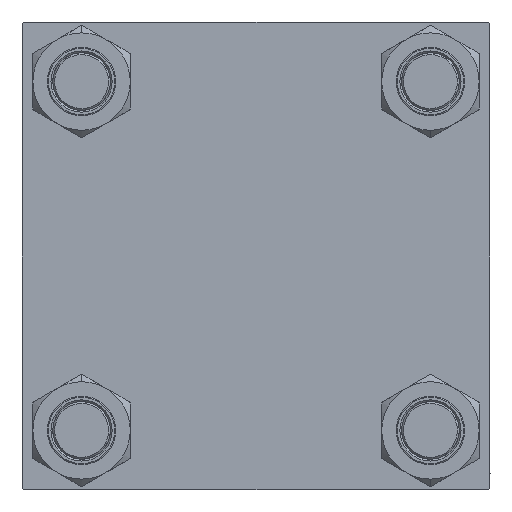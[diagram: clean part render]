
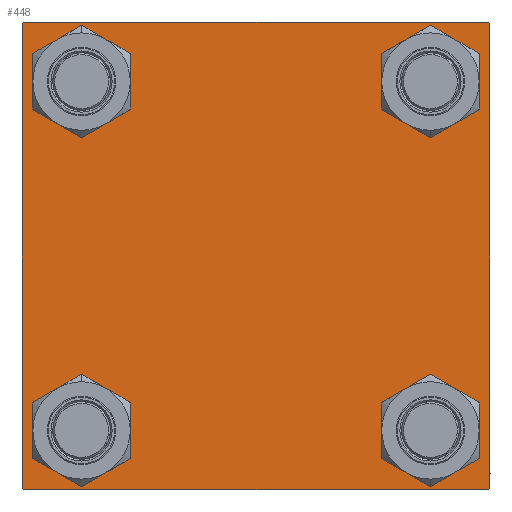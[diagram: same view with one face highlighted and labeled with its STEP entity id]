
A CAD part, left-side view. The second image highlights one B-rep face of the part: STEP entity #448.
In plain terms, the highlighted planar face has unit normal (-1, 0, 0).
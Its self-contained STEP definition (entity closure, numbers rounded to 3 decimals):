
#335 = DIRECTION ( 'NONE',  ( 0., 0.707, 0.707 ) ) ;
#414 = DIRECTION ( 'NONE',  ( 0., -1., 0. ) ) ;
#448 = ADVANCED_FACE ( 'NONE', ( #10440, #5792, #50106, #41070, #9438 ), #49850, .T. ) ;
#562 = CARTESIAN_POINT ( 'NONE',  ( 0., -48.45, -48.45 ) ) ;
#578 = DIRECTION ( 'NONE',  ( 0., 0., 1. ) ) ;
#778 = EDGE_CURVE ( 'NONE', #20246, #44423, #22320, .T. ) ;
#1150 = AXIS2_PLACEMENT_3D ( 'NONE', #32248, #36653, #48827 ) ;
#2075 = ORIENTED_EDGE ( 'NONE', *, *, #29303, .T. ) ;
#2485 = CARTESIAN_POINT ( 'NONE',  ( 0., 65., 64.5 ) ) ;
#2549 = CARTESIAN_POINT ( 'NONE',  ( 0., 48.45, 48.45 ) ) ;
#3446 = CARTESIAN_POINT ( 'NONE',  ( 0., 65., -65. ) ) ;
#4301 = CARTESIAN_POINT ( 'NONE',  ( 0., 65., 65. ) ) ;
#4451 = ORIENTED_EDGE ( 'NONE', *, *, #778, .T. ) ;
#4559 = EDGE_LOOP ( 'NONE', ( #4451, #47455 ) ) ;
#4814 = CARTESIAN_POINT ( 'NONE',  ( 0., -48.45, -39.95 ) ) ;
#5237 = LINE ( 'NONE', #19185, #15680 ) ;
#5488 = CARTESIAN_POINT ( 'NONE',  ( 0., -48.45, 56.95 ) ) ;
#5576 = DIRECTION ( 'NONE',  ( 0., 0., 1. ) ) ;
#5792 = FACE_BOUND ( 'NONE', #4559, .T. ) ;
#7154 = VECTOR ( 'NONE', #49469, 1000. ) ;
#7524 = ORIENTED_EDGE ( 'NONE', *, *, #45663, .F. ) ;
#8437 = LINE ( 'NONE', #4301, #45828 ) ;
#9028 = CIRCLE ( 'NONE', #49580, 8.5 ) ;
#9426 = VERTEX_POINT ( 'NONE', #31726 ) ;
#9438 = FACE_OUTER_BOUND ( 'NONE', #41541, .T. ) ;
#9734 = CARTESIAN_POINT ( 'NONE',  ( 0., 48.45, -48.45 ) ) ;
#10027 = VERTEX_POINT ( 'NONE', #14838 ) ;
#10429 = ORIENTED_EDGE ( 'NONE', *, *, #20354, .T. ) ;
#10440 = FACE_BOUND ( 'NONE', #48850, .T. ) ;
#11360 = ORIENTED_EDGE ( 'NONE', *, *, #13384, .T. ) ;
#11567 = CARTESIAN_POINT ( 'NONE',  ( 0., 64.75, -64.75 ) ) ;
#12574 = VERTEX_POINT ( 'NONE', #2485 ) ;
#13035 = VERTEX_POINT ( 'NONE', #32609 ) ;
#13350 = CARTESIAN_POINT ( 'NONE',  ( 0., -48.45, 48.45 ) ) ;
#13384 = EDGE_CURVE ( 'NONE', #12574, #13035, #25772, .T. ) ;
#13550 = EDGE_CURVE ( 'NONE', #29630, #17638, #28340, .T. ) ;
#13997 = DIRECTION ( 'NONE',  ( 1., 0., 0. ) ) ;
#14797 = ORIENTED_EDGE ( 'NONE', *, *, #36235, .F. ) ;
#14838 = CARTESIAN_POINT ( 'NONE',  ( 0., 64.5, 65. ) ) ;
#14958 = LINE ( 'NONE', #11567, #21863 ) ;
#15392 = CARTESIAN_POINT ( 'NONE',  ( 0., -64.75, -64.75 ) ) ;
#15416 = EDGE_CURVE ( 'NONE', #43164, #19719, #42593, .T. ) ;
#15680 = VECTOR ( 'NONE', #34980, 1000. ) ;
#15896 = EDGE_CURVE ( 'NONE', #9426, #23423, #35070, .T. ) ;
#16147 = DIRECTION ( 'NONE',  ( 1., 0., 0. ) ) ;
#16408 = EDGE_LOOP ( 'NONE', ( #47463, #46795 ) ) ;
#16412 = CARTESIAN_POINT ( 'NONE',  ( 0., -64.75, 64.75 ) ) ;
#17638 = VERTEX_POINT ( 'NONE', #31350 ) ;
#17648 = AXIS2_PLACEMENT_3D ( 'NONE', #48535, #16147, #578 ) ;
#18228 = DIRECTION ( 'NONE',  ( 0., 0., 1. ) ) ;
#18882 = CARTESIAN_POINT ( 'NONE',  ( 0., 48.45, 39.95 ) ) ;
#19185 = CARTESIAN_POINT ( 'NONE',  ( 0., 64.75, 64.75 ) ) ;
#19719 = VERTEX_POINT ( 'NONE', #18882 ) ;
#19750 = AXIS2_PLACEMENT_3D ( 'NONE', #41017, #41259, #25439 ) ;
#20203 = CIRCLE ( 'NONE', #1150, 8.5 ) ;
#20246 = VERTEX_POINT ( 'NONE', #4814 ) ;
#20354 = EDGE_CURVE ( 'NONE', #43058, #31214, #9028, .T. ) ;
#20774 = VERTEX_POINT ( 'NONE', #39142 ) ;
#20793 = CIRCLE ( 'NONE', #37331, 8.5 ) ;
#21044 = DIRECTION ( 'NONE',  ( 1., 0., 0. ) ) ;
#21073 = AXIS2_PLACEMENT_3D ( 'NONE', #2549, #25386, #33427 ) ;
#21863 = VECTOR ( 'NONE', #38796, 1000. ) ;
#22320 = CIRCLE ( 'NONE', #25620, 8.5 ) ;
#22434 = EDGE_CURVE ( 'NONE', #23423, #41423, #38204, .T. ) ;
#22647 = ORIENTED_EDGE ( 'NONE', *, *, #38934, .T. ) ;
#23228 = EDGE_LOOP ( 'NONE', ( #23633, #22647 ) ) ;
#23384 = CARTESIAN_POINT ( 'NONE',  ( 0., -48.45, -56.95 ) ) ;
#23423 = VERTEX_POINT ( 'NONE', #28503 ) ;
#23633 = ORIENTED_EDGE ( 'NONE', *, *, #15416, .T. ) ;
#25182 = EDGE_CURVE ( 'NONE', #10027, #12574, #5237, .T. ) ;
#25386 = DIRECTION ( 'NONE',  ( 1., 0., 0. ) ) ;
#25439 = DIRECTION ( 'NONE',  ( 0., 0., 1. ) ) ;
#25620 = AXIS2_PLACEMENT_3D ( 'NONE', #562, #21044, #35798 ) ;
#25772 = LINE ( 'NONE', #37700, #27613 ) ;
#27613 = VECTOR ( 'NONE', #49372, 1000. ) ;
#28340 = LINE ( 'NONE', #16412, #30944 ) ;
#28503 = CARTESIAN_POINT ( 'NONE',  ( 0., -64.5, -65. ) ) ;
#28602 = VERTEX_POINT ( 'NONE', #47892 ) ;
#29303 = EDGE_CURVE ( 'NONE', #31214, #43058, #46441, .T. ) ;
#29568 = DIRECTION ( 'NONE',  ( 0., 0., 1. ) ) ;
#29630 = VERTEX_POINT ( 'NONE', #35405 ) ;
#29832 = EDGE_CURVE ( 'NONE', #28602, #20774, #20793, .T. ) ;
#30944 = VECTOR ( 'NONE', #335, 1000. ) ;
#31198 = DIRECTION ( 'NONE',  ( 0., -0.707, 0.707 ) ) ;
#31214 = VERTEX_POINT ( 'NONE', #31320 ) ;
#31320 = CARTESIAN_POINT ( 'NONE',  ( 0., -48.45, 39.95 ) ) ;
#31350 = CARTESIAN_POINT ( 'NONE',  ( 0., -64.5, 65. ) ) ;
#31726 = CARTESIAN_POINT ( 'NONE',  ( 0., 64.5, -65. ) ) ;
#32248 = CARTESIAN_POINT ( 'NONE',  ( 0., -48.45, -48.45 ) ) ;
#32609 = CARTESIAN_POINT ( 'NONE',  ( 0., 65., -64.5 ) ) ;
#33427 = DIRECTION ( 'NONE',  ( 0., 0., 1. ) ) ;
#33810 = ORIENTED_EDGE ( 'NONE', *, *, #22434, .T. ) ;
#34980 = DIRECTION ( 'NONE',  ( 0., 0.707, -0.707 ) ) ;
#35070 = LINE ( 'NONE', #3446, #49233 ) ;
#35405 = CARTESIAN_POINT ( 'NONE',  ( 0., -65., 64.5 ) ) ;
#35555 = AXIS2_PLACEMENT_3D ( 'NONE', #41315, #37409, #18228 ) ;
#35798 = DIRECTION ( 'NONE',  ( 0., 0., 1. ) ) ;
#35944 = EDGE_CURVE ( 'NONE', #44423, #20246, #20203, .T. ) ;
#36010 = CARTESIAN_POINT ( 'NONE',  ( 0., 48.45, 56.95 ) ) ;
#36027 = ORIENTED_EDGE ( 'NONE', *, *, #13550, .T. ) ;
#36235 = EDGE_CURVE ( 'NONE', #10027, #17638, #8437, .T. ) ;
#36419 = EDGE_CURVE ( 'NONE', #13035, #9426, #14958, .T. ) ;
#36653 = DIRECTION ( 'NONE',  ( 1., 0., 0. ) ) ;
#37151 = CIRCLE ( 'NONE', #19750, 8.5 ) ;
#37331 = AXIS2_PLACEMENT_3D ( 'NONE', #9734, #41116, #49641 ) ;
#37409 = DIRECTION ( 'NONE',  ( -1., 0., 0. ) ) ;
#37700 = CARTESIAN_POINT ( 'NONE',  ( 0., 65., 65. ) ) ;
#38204 = LINE ( 'NONE', #15392, #50458 ) ;
#38796 = DIRECTION ( 'NONE',  ( 0., -0.707, -0.707 ) ) ;
#38934 = EDGE_CURVE ( 'NONE', #19719, #43164, #39166, .T. ) ;
#38987 = AXIS2_PLACEMENT_3D ( 'NONE', #45870, #13997, #29568 ) ;
#39142 = CARTESIAN_POINT ( 'NONE',  ( 0., 48.45, -56.95 ) ) ;
#39166 = CIRCLE ( 'NONE', #17648, 8.5 ) ;
#40950 = CARTESIAN_POINT ( 'NONE',  ( 0., -65., 65. ) ) ;
#41017 = CARTESIAN_POINT ( 'NONE',  ( 0., 48.45, -48.45 ) ) ;
#41070 = FACE_BOUND ( 'NONE', #23228, .T. ) ;
#41097 = DIRECTION ( 'NONE',  ( 1., 0., 0. ) ) ;
#41116 = DIRECTION ( 'NONE',  ( 1., 0., 0. ) ) ;
#41259 = DIRECTION ( 'NONE',  ( 1., 0., 0. ) ) ;
#41315 = CARTESIAN_POINT ( 'NONE',  ( 0., 0., 0. ) ) ;
#41423 = VERTEX_POINT ( 'NONE', #41708 ) ;
#41541 = EDGE_LOOP ( 'NONE', ( #11360, #43057, #49776, #33810, #7524, #36027, #14797, #42859 ) ) ;
#41703 = LINE ( 'NONE', #40950, #7154 ) ;
#41708 = CARTESIAN_POINT ( 'NONE',  ( 0., -65., -64.5 ) ) ;
#42593 = CIRCLE ( 'NONE', #21073, 8.5 ) ;
#42859 = ORIENTED_EDGE ( 'NONE', *, *, #25182, .T. ) ;
#43057 = ORIENTED_EDGE ( 'NONE', *, *, #36419, .T. ) ;
#43058 = VERTEX_POINT ( 'NONE', #5488 ) ;
#43164 = VERTEX_POINT ( 'NONE', #36010 ) ;
#44423 = VERTEX_POINT ( 'NONE', #23384 ) ;
#45663 = EDGE_CURVE ( 'NONE', #29630, #41423, #41703, .T. ) ;
#45828 = VECTOR ( 'NONE', #414, 1000. ) ;
#45870 = CARTESIAN_POINT ( 'NONE',  ( 0., -48.45, 48.45 ) ) ;
#46441 = CIRCLE ( 'NONE', #38987, 8.5 ) ;
#46795 = ORIENTED_EDGE ( 'NONE', *, *, #48192, .T. ) ;
#47455 = ORIENTED_EDGE ( 'NONE', *, *, #35944, .T. ) ;
#47463 = ORIENTED_EDGE ( 'NONE', *, *, #29832, .T. ) ;
#47892 = CARTESIAN_POINT ( 'NONE',  ( 0., 48.45, -39.95 ) ) ;
#48192 = EDGE_CURVE ( 'NONE', #20774, #28602, #37151, .T. ) ;
#48535 = CARTESIAN_POINT ( 'NONE',  ( 0., 48.45, 48.45 ) ) ;
#48827 = DIRECTION ( 'NONE',  ( 0., 0., 1. ) ) ;
#48850 = EDGE_LOOP ( 'NONE', ( #10429, #2075 ) ) ;
#49233 = VECTOR ( 'NONE', #50887, 1000. ) ;
#49372 = DIRECTION ( 'NONE',  ( 0., 0., -1. ) ) ;
#49469 = DIRECTION ( 'NONE',  ( 0., 0., -1. ) ) ;
#49580 = AXIS2_PLACEMENT_3D ( 'NONE', #13350, #41097, #5576 ) ;
#49641 = DIRECTION ( 'NONE',  ( 0., 0., 1. ) ) ;
#49776 = ORIENTED_EDGE ( 'NONE', *, *, #15896, .T. ) ;
#49850 = PLANE ( 'NONE',  #35555 ) ;
#50106 = FACE_BOUND ( 'NONE', #16408, .T. ) ;
#50458 = VECTOR ( 'NONE', #31198, 1000. ) ;
#50887 = DIRECTION ( 'NONE',  ( 0., -1., 0. ) ) ;
